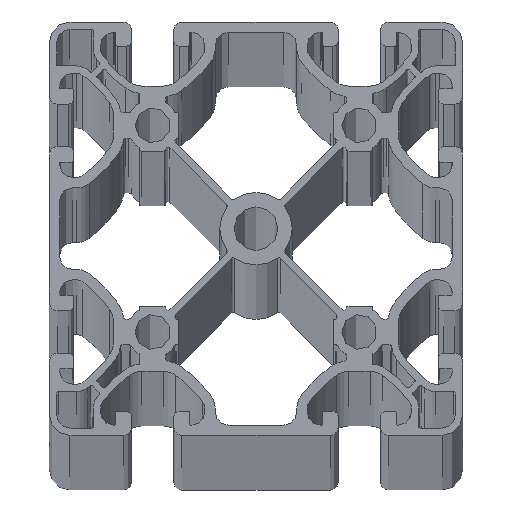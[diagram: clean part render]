
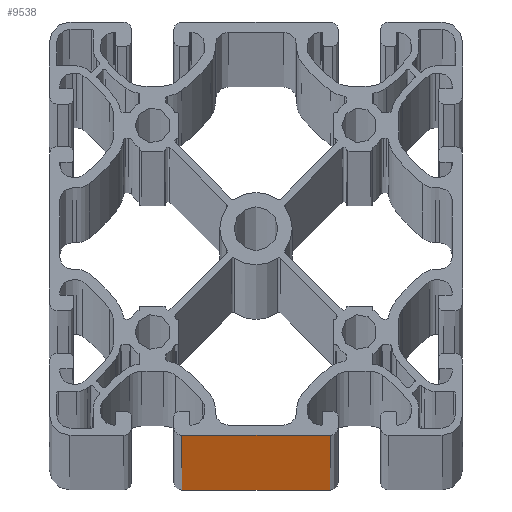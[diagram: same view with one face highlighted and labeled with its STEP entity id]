
A CAD part, top view. The second image highlights one B-rep face of the part: STEP entity #9538.
In plain terms, the highlighted planar face has unit normal (0, -1, 0).
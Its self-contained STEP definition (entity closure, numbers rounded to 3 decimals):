
#137=PLANE('',#10323);
#450=FACE_OUTER_BOUND('',#945,.T.);
#945=EDGE_LOOP('',(#6932,#6933,#6934,#6935));
#1663=LINE('',#15443,#2508);
#1664=LINE('',#15447,#2509);
#1665=LINE('',#15449,#2510);
#1666=LINE('',#15450,#2511);
#2508=VECTOR('',#12357,1000.);
#2509=VECTOR('',#12362,1000.);
#2510=VECTOR('',#12363,1000.);
#2511=VECTOR('',#12364,1000.);
#4047=VERTEX_POINT('',#15440);
#4048=VERTEX_POINT('',#15442);
#4049=VERTEX_POINT('',#15446);
#4050=VERTEX_POINT('',#15448);
#5242=EDGE_CURVE('',#4048,#4047,#1663,.T.);
#5244=EDGE_CURVE('',#4049,#4047,#1664,.T.);
#5245=EDGE_CURVE('',#4050,#4049,#1665,.T.);
#5246=EDGE_CURVE('',#4050,#4048,#1666,.T.);
#6932=ORIENTED_EDGE('',*,*,#5244,.F.);
#6933=ORIENTED_EDGE('',*,*,#5245,.F.);
#6934=ORIENTED_EDGE('',*,*,#5246,.T.);
#6935=ORIENTED_EDGE('',*,*,#5242,.T.);
#9538=ADVANCED_FACE('',(#450),#137,.T.);
#10323=AXIS2_PLACEMENT_3D('',#15445,#12360,#12361);
#12357=DIRECTION('',(0.,0.,1.));
#12360=DIRECTION('center_axis',(0.,-1.,0.));
#12361=DIRECTION('ref_axis',(0.,0.,-1.));
#12362=DIRECTION('',(1.,0.,0.));
#12363=DIRECTION('',(0.,0.,1.));
#12364=DIRECTION('',(1.,0.,0.));
#15440=CARTESIAN_POINT('',(14.4,-40.,0.));
#15442=CARTESIAN_POINT('',(14.4,-40.,-6060.));
#15443=CARTESIAN_POINT('',(14.4,-40.,-6060.));
#15445=CARTESIAN_POINT('Origin',(-14.4,-40.,-6060.));
#15446=CARTESIAN_POINT('',(-14.4,-40.,0.));
#15447=CARTESIAN_POINT('',(-14.4,-40.,0.));
#15448=CARTESIAN_POINT('',(-14.4,-40.,-6060.));
#15449=CARTESIAN_POINT('',(-14.4,-40.,-6060.));
#15450=CARTESIAN_POINT('',(-14.4,-40.,-6060.));
